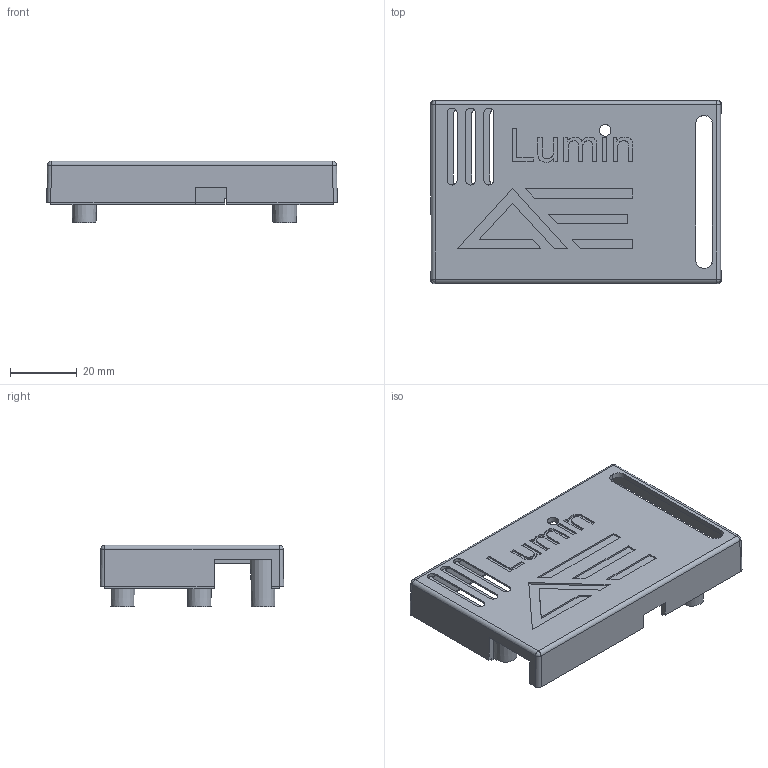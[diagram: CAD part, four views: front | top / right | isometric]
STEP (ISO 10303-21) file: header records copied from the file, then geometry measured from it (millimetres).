
FILE_DESCRIPTION(/* description */ (''),/* implementation_level */ '2;1');
FILE_NAME(/* name */ 'case injection molding top V2.1.step',/* time_stamp */ '2024-02-05T15:31:08+01:00',/* author */ (''),/* organization */ (''),/* preprocessor_version */ 'ST-DEVELOPER v20',/* originating_system */ 'Autodesk Translation Framework v12.14.0.127',/* authorisation */ '');
FILE_SCHEMA (('AUTOMOTIVE_DESIGN { 1 0 10303 214 3 1 1 }'));
Length unit declared in the file: millimetre
Products named in the file (1): case v2
Bounding box: 86.98 x 54.98 x 18.45 mm (x, y, z)
Volume: 12075.2 mm3; surface area: 16524.9 mm2
Topology: 1 solids, 1 shells, 228 faces, 608 edges, 400 vertices
Faces by surface type: plane 147, bspline 38, cylinder 33, sphere 4, torus 3, cone 3
Full cylindrical faces by diameter (mm): 2.2 x3, 3.5 x1, 4.8 x3
Entity records: 7460 total; most frequent: CARTESIAN_POINT 1883, ORIENTED_EDGE 1216, DIRECTION 1007, EDGE_CURVE 608, LINE 439, VECTOR 439, VERTEX_POINT 400, AXIS2_PLACEMENT_3D 284
